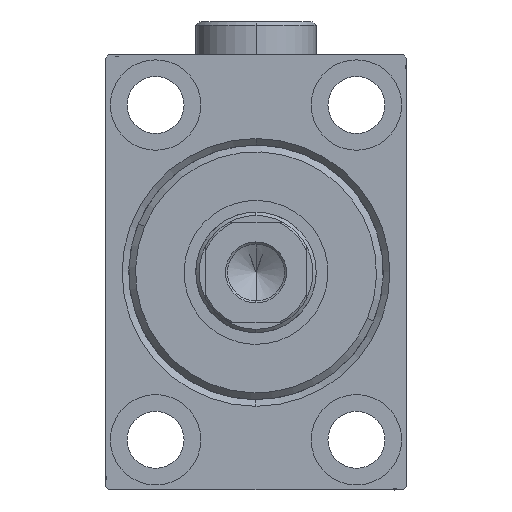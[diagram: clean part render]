
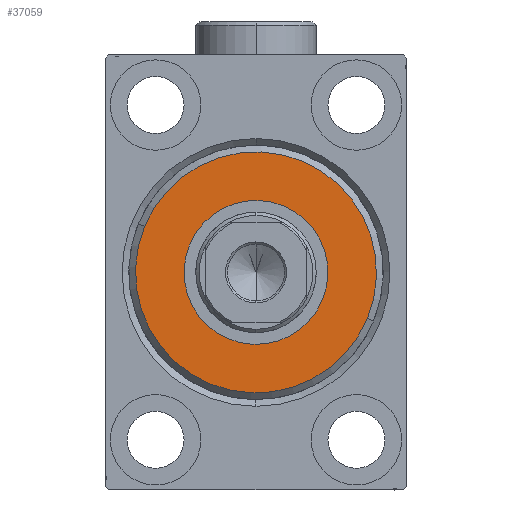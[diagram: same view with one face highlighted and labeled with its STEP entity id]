
A CAD part, left-side view. The second image highlights one B-rep face of the part: STEP entity #37059.
In plain terms, the highlighted face is planar.
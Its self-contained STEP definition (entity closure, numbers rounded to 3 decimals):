
#2118 = EDGE_LOOP ( 'NONE', ( #45032, #42825 ) ) ;
#2651 = AXIS2_PLACEMENT_3D ( 'NONE', #28948, #18227, #10936 ) ;
#3409 = CIRCLE ( 'NONE', #5584, 18. ) ;
#4646 = ORIENTED_EDGE ( 'NONE', *, *, #24430, .T. ) ;
#5584 = AXIS2_PLACEMENT_3D ( 'NONE', #6331, #30765, #41289 ) ;
#5725 = AXIS2_PLACEMENT_3D ( 'NONE', #41628, #5998, #40947 ) ;
#5998 = DIRECTION ( 'NONE',  ( -1., 0., 0. ) ) ;
#6331 = CARTESIAN_POINT ( 'NONE',  ( 3., 0., 0. ) ) ;
#9944 = CARTESIAN_POINT ( 'NONE',  ( 3., 0., 0. ) ) ;
#10936 = DIRECTION ( 'NONE',  ( 0., 0., -1. ) ) ;
#11161 = PLANE ( 'NONE',  #2651 ) ;
#11414 = EDGE_CURVE ( 'NONE', #29303, #35684, #38579, .T. ) ;
#14012 = AXIS2_PLACEMENT_3D ( 'NONE', #9944, #16563, #38017 ) ;
#14084 = CIRCLE ( 'NONE', #14012, 10.75 ) ;
#15244 = FACE_OUTER_BOUND ( 'NONE', #2118, .T. ) ;
#16322 = CARTESIAN_POINT ( 'NONE',  ( 3., 0., -18. ) ) ;
#16563 = DIRECTION ( 'NONE',  ( -1., 0., 0. ) ) ;
#18227 = DIRECTION ( 'NONE',  ( 1., 0., 0. ) ) ;
#18678 = FACE_BOUND ( 'NONE', #24079, .T. ) ;
#19736 = DIRECTION ( 'NONE',  ( 1., 0., 0. ) ) ;
#21757 = CARTESIAN_POINT ( 'NONE',  ( 3., 0., 10.75 ) ) ;
#23716 = EDGE_CURVE ( 'NONE', #43675, #25210, #34531, .T. ) ;
#24079 = EDGE_LOOP ( 'NONE', ( #4646, #25762 ) ) ;
#24430 = EDGE_CURVE ( 'NONE', #35684, #29303, #14084, .T. ) ;
#25210 = VERTEX_POINT ( 'NONE', #16322 ) ;
#25762 = ORIENTED_EDGE ( 'NONE', *, *, #11414, .T. ) ;
#28948 = CARTESIAN_POINT ( 'NONE',  ( 3., 0., 0. ) ) ;
#29303 = VERTEX_POINT ( 'NONE', #44137 ) ;
#30765 = DIRECTION ( 'NONE',  ( 1., 0., 0. ) ) ;
#34531 = CIRCLE ( 'NONE', #44019, 18. ) ;
#35684 = VERTEX_POINT ( 'NONE', #21757 ) ;
#37059 = ADVANCED_FACE ( 'NONE', ( #15244, #18678 ), #11161, .T. ) ;
#37095 = DIRECTION ( 'NONE',  ( 0., 0., -1. ) ) ;
#37199 = EDGE_CURVE ( 'NONE', #25210, #43675, #3409, .T. ) ;
#38017 = DIRECTION ( 'NONE',  ( 0., 0., -1. ) ) ;
#38123 = CARTESIAN_POINT ( 'NONE',  ( 3., 0., 18. ) ) ;
#38579 = CIRCLE ( 'NONE', #5725, 10.75 ) ;
#40947 = DIRECTION ( 'NONE',  ( 0., 0., -1. ) ) ;
#41289 = DIRECTION ( 'NONE',  ( 0., 0., -1. ) ) ;
#41628 = CARTESIAN_POINT ( 'NONE',  ( 3., 0., 0. ) ) ;
#42825 = ORIENTED_EDGE ( 'NONE', *, *, #37199, .T. ) ;
#43675 = VERTEX_POINT ( 'NONE', #38123 ) ;
#44019 = AXIS2_PLACEMENT_3D ( 'NONE', #44647, #19736, #37095 ) ;
#44137 = CARTESIAN_POINT ( 'NONE',  ( 3., 0., -10.75 ) ) ;
#44647 = CARTESIAN_POINT ( 'NONE',  ( 3., 0., 0. ) ) ;
#45032 = ORIENTED_EDGE ( 'NONE', *, *, #23716, .T. ) ;
